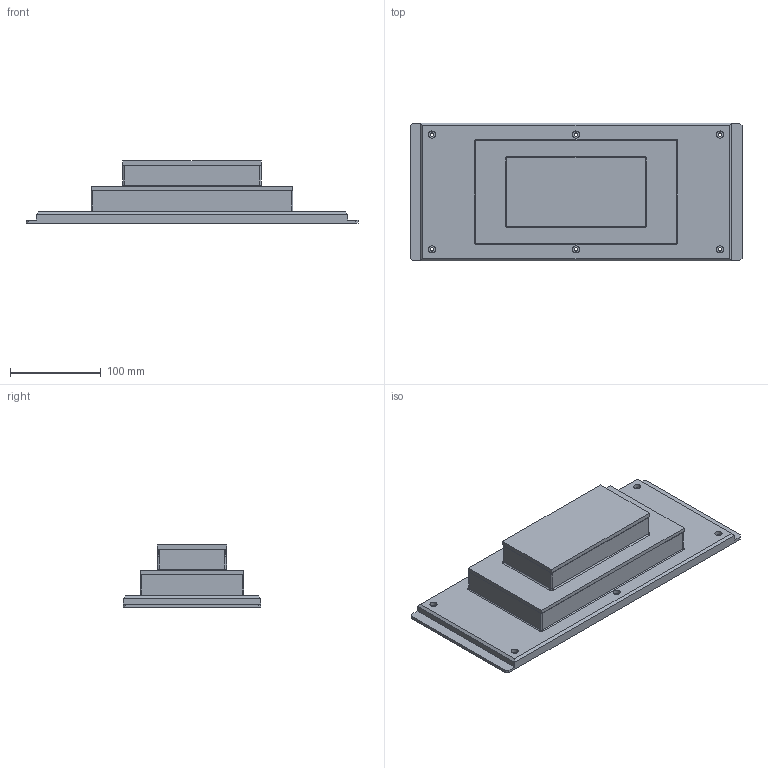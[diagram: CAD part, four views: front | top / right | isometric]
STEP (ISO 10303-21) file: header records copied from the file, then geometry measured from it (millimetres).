
FILE_DESCRIPTION (( 'STEP AP203' ), '1' );
FILE_NAME ('ccp-31.STEP', '2016-06-21T20:27:11', ( '' ), ( '' ), 'SwSTEP 2.0', 'SolidWorks 2016', '' );
FILE_SCHEMA (( 'CONFIG_CONTROL_DESIGN' ));
Length unit declared in the file: inch
Products named in the file (1): ccp-31
Bounding box: 365.76 x 151.64 x 68.33 mm (x, y, z)
Surface area: 196759 mm2 (no closed solid volume)
Topology: 0 solids, 13 shells, 208 faces, 732 edges, 518 vertices
Faces by surface type: plane 128, cylinder 56, bspline 24
Entity records: 8249 total; most frequent: CARTESIAN_POINT 2263, DIRECTION 1140, ORIENTED_EDGE 1138, EDGE_CURVE 732, VERTEX_POINT 518, VECTOR 398, LINE 398, AXIS2_PLACEMENT_3D 371
